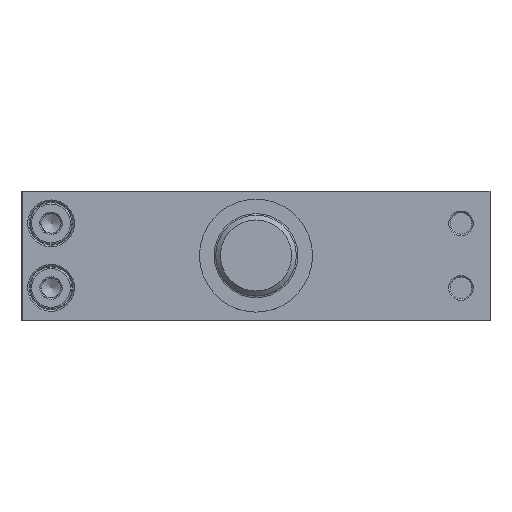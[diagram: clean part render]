
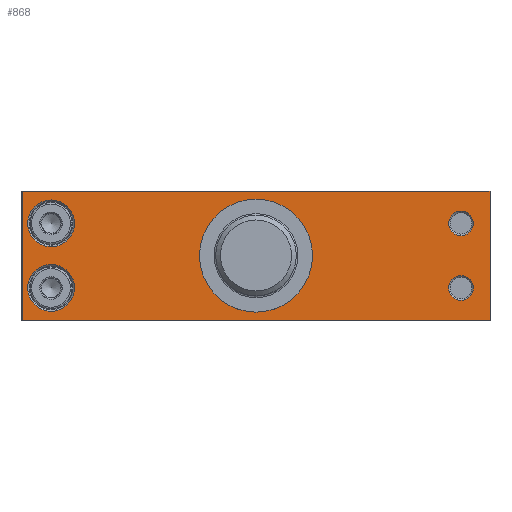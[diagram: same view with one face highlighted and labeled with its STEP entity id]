
A CAD part, top view. The second image highlights one B-rep face of the part: STEP entity #868.
In plain terms, the highlighted planar face has unit normal (0, 0, 1).
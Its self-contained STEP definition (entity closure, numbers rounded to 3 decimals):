
#187=CARTESIAN_POINT('',(-72.5,-20.,25.0));
#188=VERTEX_POINT('',#187);
#189=CARTESIAN_POINT('',(-72.5,20.0,25.0));
#190=VERTEX_POINT('',#189);
#191=CARTESIAN_POINT('',(-72.5,-20.,25.0));
#192=DIRECTION('',(0.0,1.0,0.0));
#193=VECTOR('',#192,40.);
#194=LINE('',#191,#193);
#195=EDGE_CURVE('',#188,#190,#194,.T.);
#305=CARTESIAN_POINT('',(72.5,20.0,25.0));
#306=VERTEX_POINT('',#305);
#307=CARTESIAN_POINT('',(72.5,-20.0,25.0));
#308=VERTEX_POINT('',#307);
#309=CARTESIAN_POINT('',(72.5,20.0,25.0));
#310=DIRECTION('',(0.0,-1.0,0.0));
#311=VECTOR('',#310,40.0);
#312=LINE('',#309,#311);
#313=EDGE_CURVE('',#306,#308,#312,.T.);
#788=CARTESIAN_POINT('',(67.323,10.0,25.0));
#789=VERTEX_POINT('',#788);
#790=CARTESIAN_POINT('',(63.5,10.0,25.0));
#791=DIRECTION('',(0.0,0.0,1.0));
#792=DIRECTION('',(-1.0,0.0,0.0));
#793=AXIS2_PLACEMENT_3D('',#790,#791,#792);
#794=CIRCLE('',#793,3.823);
#795=EDGE_CURVE('',#789,#789,#794,.T.);
#800=CARTESIAN_POINT('',(0.,0.,25.0));
#801=DIRECTION('',(0.0,0.0,1.0));
#802=DIRECTION('',(1.0,0.0,0.0));
#803=AXIS2_PLACEMENT_3D('',#800,#801,#802);
#804=PLANE('',#803);
#805=ORIENTED_EDGE('',*,*,#313,.F.);
#806=CARTESIAN_POINT('',(-72.5,20.0,25.0));
#807=DIRECTION('',(1.0,0.0,0.0));
#808=VECTOR('',#807,145.0);
#809=LINE('',#806,#808);
#810=EDGE_CURVE('',#190,#306,#809,.T.);
#811=ORIENTED_EDGE('',*,*,#810,.F.);
#812=ORIENTED_EDGE('',*,*,#195,.F.);
#813=CARTESIAN_POINT('',(72.5,-20.0,25.0));
#814=DIRECTION('',(-1.0,0.0,0.0));
#815=VECTOR('',#814,145.0);
#816=LINE('',#813,#815);
#817=EDGE_CURVE('',#308,#188,#816,.T.);
#818=ORIENTED_EDGE('',*,*,#817,.F.);
#819=EDGE_LOOP('',(#805,#811,#812,#818));
#820=FACE_OUTER_BOUND('',#819,.T.);
#821=CARTESIAN_POINT('',(-56.25,-10.,25.0));
#822=VERTEX_POINT('',#821);
#823=CARTESIAN_POINT('',(-63.5,-10.0,25.0));
#824=DIRECTION('',(0.0,0.0,1.0));
#825=DIRECTION('',(-1.0,0.0,0.0));
#826=AXIS2_PLACEMENT_3D('',#823,#824,#825);
#827=CIRCLE('',#826,7.25);
#828=EDGE_CURVE('',#822,#822,#827,.T.);
#829=ORIENTED_EDGE('',*,*,#828,.F.);
#830=EDGE_LOOP('',(#829));
#831=FACE_BOUND('',#830,.T.);
#832=CARTESIAN_POINT('',(-56.25,10.0,25.0));
#833=VERTEX_POINT('',#832);
#834=CARTESIAN_POINT('',(-63.5,10.0,25.0));
#835=DIRECTION('',(0.0,0.0,1.0));
#836=DIRECTION('',(-1.0,0.0,0.0));
#837=AXIS2_PLACEMENT_3D('',#834,#835,#836);
#838=CIRCLE('',#837,7.25);
#839=EDGE_CURVE('',#833,#833,#838,.T.);
#840=ORIENTED_EDGE('',*,*,#839,.F.);
#841=EDGE_LOOP('',(#840));
#842=FACE_BOUND('',#841,.T.);
#843=CARTESIAN_POINT('',(13.0,0.,25.0));
#844=VERTEX_POINT('',#843);
#845=CARTESIAN_POINT('',(0.0,0.0,25.0));
#846=DIRECTION('',(0.0,0.0,1.0));
#847=DIRECTION('',(-1.0,0.0,0.0));
#848=AXIS2_PLACEMENT_3D('',#845,#846,#847);
#849=CIRCLE('',#848,13.0);
#850=EDGE_CURVE('',#844,#844,#849,.T.);
#851=ORIENTED_EDGE('',*,*,#850,.F.);
#852=EDGE_LOOP('',(#851));
#853=FACE_BOUND('',#852,.T.);
#854=CARTESIAN_POINT('',(67.323,-10.0,25.0));
#855=VERTEX_POINT('',#854);
#856=CARTESIAN_POINT('',(63.5,-10.0,25.0));
#857=DIRECTION('',(0.0,0.0,1.0));
#858=DIRECTION('',(-1.0,0.0,0.0));
#859=AXIS2_PLACEMENT_3D('',#856,#857,#858);
#860=CIRCLE('',#859,3.823);
#861=EDGE_CURVE('',#855,#855,#860,.T.);
#862=ORIENTED_EDGE('',*,*,#861,.F.);
#863=EDGE_LOOP('',(#862));
#864=FACE_BOUND('',#863,.T.);
#865=ORIENTED_EDGE('',*,*,#795,.F.);
#866=EDGE_LOOP('',(#865));
#867=FACE_BOUND('',#866,.T.);
#868=ADVANCED_FACE('',(#820,#831,#842,#853,#864,#867),#804,.T.);
